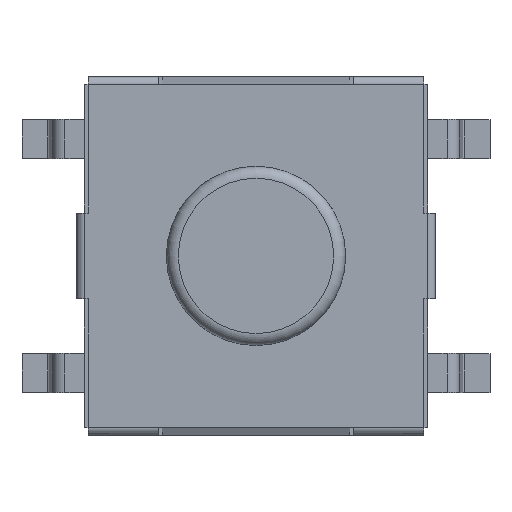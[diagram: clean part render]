
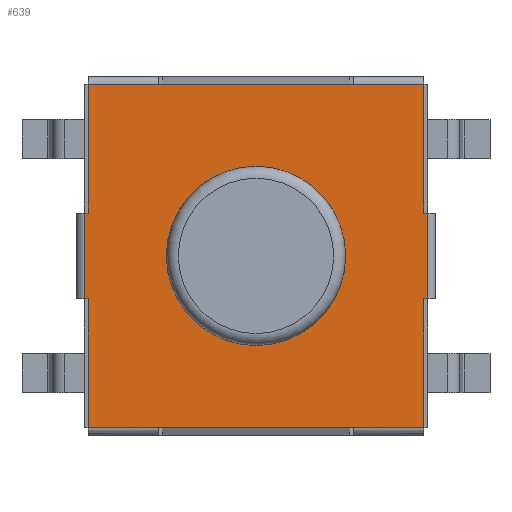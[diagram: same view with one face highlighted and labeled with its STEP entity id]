
A CAD part, top view. The second image highlights one B-rep face of the part: STEP entity #639.
In plain terms, the highlighted planar face has unit normal (0, 0, 1).
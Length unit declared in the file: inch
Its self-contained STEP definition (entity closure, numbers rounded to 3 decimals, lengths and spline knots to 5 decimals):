
#188=CARTESIAN_POINT('',(-0.04528,0.,0.04331));
#189=VERTEX_POINT('',#188);
#190=CARTESIAN_POINT('',(0.,0.,0.04331));
#191=DIRECTION('',(0.0,0.0,-1.0));
#192=DIRECTION('',(1.0,0.0,0.0));
#193=AXIS2_PLACEMENT_3D('',#190,#191,#192);
#194=CIRCLE('',#193,0.04528);
#195=EDGE_CURVE('',#189,#189,#194,.T.);
#355=CARTESIAN_POINT('',(-0.08465,0.02165,0.04331));
#356=VERTEX_POINT('',#355);
#363=CARTESIAN_POINT('',(-0.08465,0.08657,0.04331));
#364=VERTEX_POINT('',#363);
#365=CARTESIAN_POINT('',(-0.08465,0.02165,0.04331));
#366=DIRECTION('',(0.0,1.0,0.0));
#367=VECTOR('',#366,0.06492);
#368=LINE('',#365,#367);
#369=EDGE_CURVE('',#356,#364,#368,.T.);
#420=CARTESIAN_POINT('',(0.08465,0.02165,0.04331));
#421=VERTEX_POINT('',#420);
#428=CARTESIAN_POINT('',(0.08657,0.02165,0.04331));
#429=VERTEX_POINT('',#428);
#430=CARTESIAN_POINT('',(0.08465,0.02165,0.04331));
#431=DIRECTION('',(1.0,0.0,0.0));
#432=VECTOR('',#431,0.00193);
#433=LINE('',#430,#432);
#434=EDGE_CURVE('',#421,#429,#433,.T.);
#485=CARTESIAN_POINT('',(0.08465,-0.02165,0.04331));
#486=VERTEX_POINT('',#485);
#493=CARTESIAN_POINT('',(0.08465,-0.08657,0.04331));
#494=VERTEX_POINT('',#493);
#495=CARTESIAN_POINT('',(0.08465,-0.02165,0.04331));
#496=DIRECTION('',(0.0,-1.0,0.0));
#497=VECTOR('',#496,0.06492);
#498=LINE('',#495,#497);
#499=EDGE_CURVE('',#486,#494,#498,.T.);
#534=CARTESIAN_POINT('',(-0.08657,-0.02165,0.04331));
#535=VERTEX_POINT('',#534);
#543=CARTESIAN_POINT('',(-0.08657,0.02165,0.04331));
#544=VERTEX_POINT('',#543);
#545=CARTESIAN_POINT('',(-0.08657,-0.02165,0.04331));
#546=DIRECTION('',(0.0,1.0,0.0));
#547=VECTOR('',#546,0.04331);
#548=LINE('',#545,#547);
#549=EDGE_CURVE('',#535,#544,#548,.T.);
#569=CARTESIAN_POINT('',(-0.09523,0.09523,0.04331));
#570=DIRECTION('',(0.0,0.0,-1.0));
#571=DIRECTION('',(-1.0,0.0,0.0));
#572=AXIS2_PLACEMENT_3D('',#569,#570,#571);
#573=PLANE('',#572);
#574=ORIENTED_EDGE('',*,*,#549,.F.);
#575=CARTESIAN_POINT('',(-0.08465,-0.02165,0.04331));
#576=VERTEX_POINT('',#575);
#577=CARTESIAN_POINT('',(-0.08465,-0.02165,0.04331));
#578=DIRECTION('',(-1.0,0.0,0.0));
#579=VECTOR('',#578,0.00193);
#580=LINE('',#577,#579);
#581=EDGE_CURVE('',#576,#535,#580,.T.);
#582=ORIENTED_EDGE('',*,*,#581,.F.);
#583=CARTESIAN_POINT('',(-0.08465,-0.08657,0.04331));
#584=VERTEX_POINT('',#583);
#585=CARTESIAN_POINT('',(-0.08465,-0.08657,0.04331));
#586=DIRECTION('',(0.0,1.0,0.0));
#587=VECTOR('',#586,0.06492);
#588=LINE('',#585,#587);
#589=EDGE_CURVE('',#584,#576,#588,.T.);
#590=ORIENTED_EDGE('',*,*,#589,.F.);
#591=CARTESIAN_POINT('',(-0.08465,-0.08657,0.04331));
#592=DIRECTION('',(1.0,0.0,0.0));
#593=VECTOR('',#592,0.16929);
#594=LINE('',#591,#593);
#595=EDGE_CURVE('',#584,#494,#594,.T.);
#596=ORIENTED_EDGE('',*,*,#595,.T.);
#597=ORIENTED_EDGE('',*,*,#499,.F.);
#598=CARTESIAN_POINT('',(0.08657,-0.02165,0.04331));
#599=VERTEX_POINT('',#598);
#600=CARTESIAN_POINT('',(0.08465,-0.02165,0.04331));
#601=DIRECTION('',(1.0,0.0,0.0));
#602=VECTOR('',#601,0.00193);
#603=LINE('',#600,#602);
#604=EDGE_CURVE('',#486,#599,#603,.T.);
#605=ORIENTED_EDGE('',*,*,#604,.T.);
#606=CARTESIAN_POINT('',(0.08657,-0.02165,0.04331));
#607=DIRECTION('',(0.0,1.0,0.0));
#608=VECTOR('',#607,0.04331);
#609=LINE('',#606,#608);
#610=EDGE_CURVE('',#599,#429,#609,.T.);
#611=ORIENTED_EDGE('',*,*,#610,.T.);
#612=ORIENTED_EDGE('',*,*,#434,.F.);
#613=CARTESIAN_POINT('',(0.08465,0.08657,0.04331));
#614=VERTEX_POINT('',#613);
#615=CARTESIAN_POINT('',(0.08465,0.08657,0.04331));
#616=DIRECTION('',(0.0,-1.0,0.0));
#617=VECTOR('',#616,0.06492);
#618=LINE('',#615,#617);
#619=EDGE_CURVE('',#614,#421,#618,.T.);
#620=ORIENTED_EDGE('',*,*,#619,.F.);
#621=CARTESIAN_POINT('',(0.08465,0.08657,0.04331));
#622=DIRECTION('',(-1.0,0.0,0.0));
#623=VECTOR('',#622,0.16929);
#624=LINE('',#621,#623);
#625=EDGE_CURVE('',#614,#364,#624,.T.);
#626=ORIENTED_EDGE('',*,*,#625,.T.);
#627=ORIENTED_EDGE('',*,*,#369,.F.);
#628=CARTESIAN_POINT('',(-0.08465,0.02165,0.04331));
#629=DIRECTION('',(-1.0,0.0,0.0));
#630=VECTOR('',#629,0.00193);
#631=LINE('',#628,#630);
#632=EDGE_CURVE('',#356,#544,#631,.T.);
#633=ORIENTED_EDGE('',*,*,#632,.T.);
#634=EDGE_LOOP('',(#574,#582,#590,#596,#597,#605,#611,#612,#620,#626,#627,#633));
#635=FACE_OUTER_BOUND('',#634,.T.);
#636=ORIENTED_EDGE('',*,*,#195,.T.);
#637=EDGE_LOOP('',(#636));
#638=FACE_BOUND('',#637,.T.);
#639=ADVANCED_FACE('',(#635,#638),#573,.F.);
